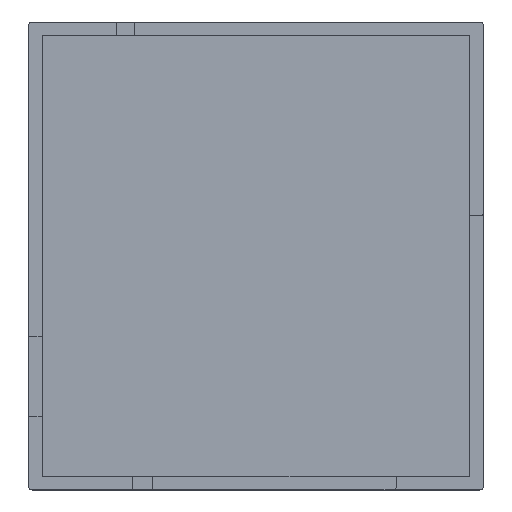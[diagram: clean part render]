
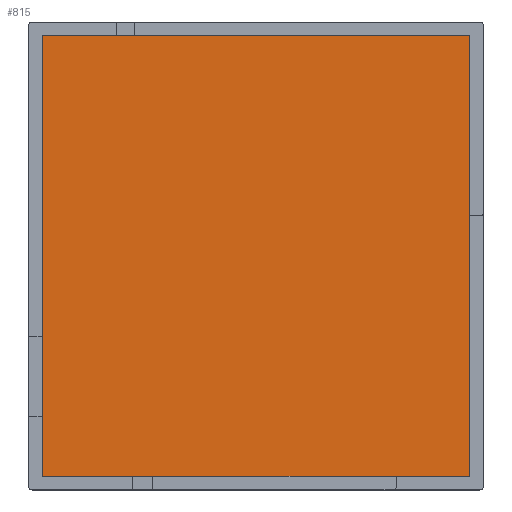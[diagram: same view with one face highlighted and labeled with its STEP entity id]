
A CAD part, top view. The second image highlights one B-rep face of the part: STEP entity #815.
In plain terms, the highlighted planar face has unit normal (0, 0, 1).
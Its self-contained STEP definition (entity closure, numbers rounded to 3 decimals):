
#75=FACE_OUTER_BOUND('',#119,.T.);
#119=EDGE_LOOP('',(#731,#732,#733,#734));
#135=LINE('',#1123,#237);
#152=LINE('',#1160,#254);
#204=LINE('',#1283,#306);
#217=LINE('',#1309,#319);
#237=VECTOR('',#907,10.);
#254=VECTOR('',#936,10.);
#306=VECTOR('',#1044,10.);
#319=VECTOR('',#1075,10.);
#336=VERTEX_POINT('',#1120);
#337=VERTEX_POINT('',#1122);
#350=VERTEX_POINT('',#1157);
#351=VERTEX_POINT('',#1159);
#415=EDGE_CURVE('',#336,#337,#135,.T.);
#433=EDGE_CURVE('',#350,#351,#152,.T.);
#496=EDGE_CURVE('',#351,#336,#204,.T.);
#509=EDGE_CURVE('',#337,#350,#217,.T.);
#731=ORIENTED_EDGE('',*,*,#415,.F.);
#732=ORIENTED_EDGE('',*,*,#496,.F.);
#733=ORIENTED_EDGE('',*,*,#433,.F.);
#734=ORIENTED_EDGE('',*,*,#509,.F.);
#775=PLANE('',#881);
#815=ADVANCED_FACE('',(#75),#775,.T.);
#881=AXIS2_PLACEMENT_3D('',#1320,#1087,#1088);
#907=DIRECTION('',(-1.,0.,0.));
#936=DIRECTION('',(1.,0.,0.));
#1044=DIRECTION('',(0.,-1.,0.));
#1075=DIRECTION('',(0.,1.,0.));
#1087=DIRECTION('center_axis',(0.,0.,1.));
#1088=DIRECTION('ref_axis',(1.,0.,0.));
#1120=CARTESIAN_POINT('',(64.,-66.,1.));
#1122=CARTESIAN_POINT('',(0.,-66.,1.));
#1123=CARTESIAN_POINT('',(48.,-66.,1.));
#1157=CARTESIAN_POINT('',(0.,0.,1.));
#1159=CARTESIAN_POINT('',(64.,0.,1.));
#1160=CARTESIAN_POINT('',(16.,0.,1.));
#1283=CARTESIAN_POINT('',(64.,-16.5,1.));
#1309=CARTESIAN_POINT('',(0.,-49.5,1.));
#1320=CARTESIAN_POINT('Origin',(32.,-33.,1.));
